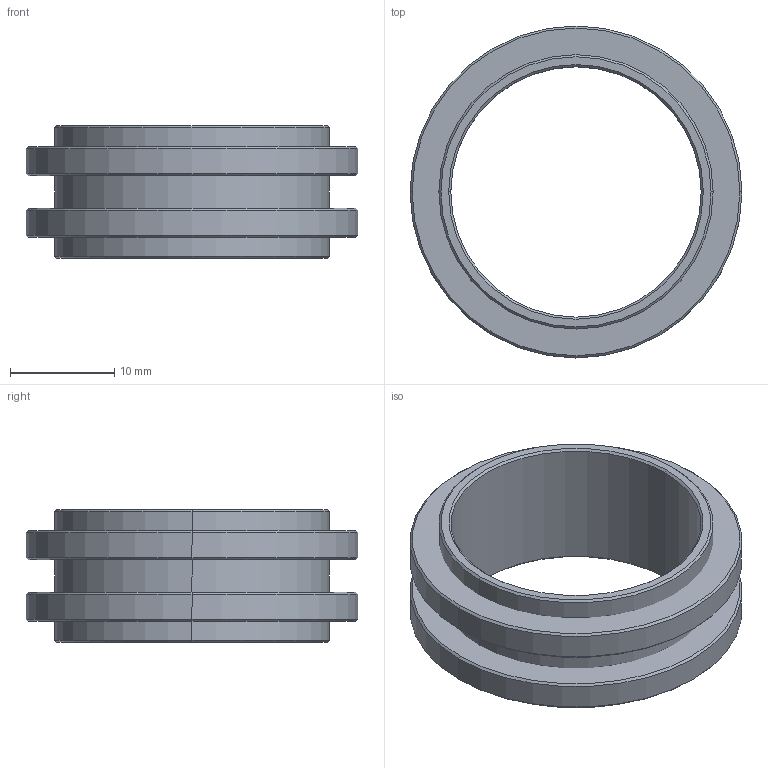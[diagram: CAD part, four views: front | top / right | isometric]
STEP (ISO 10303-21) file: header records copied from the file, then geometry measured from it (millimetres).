
FILE_DESCRIPTION (( 'STEP AP214' ), '1' );
FILE_NAME ('04ETC-S1-0.5L.STEP', '2018-11-16T02:57:55', ( '' ), ( '' ), 'SwSTEP 2.0', 'SolidWorks 2016', '' );
FILE_SCHEMA (( 'AUTOMOTIVE_DESIGN' ));
Length unit declared in the file: millimetre
Products named in the file (1): 04ETC-S1-0.5L
Bounding box: 31.8 x 31.8 x 12.7 mm (x, y, z)
Surface area: 3707 mm2 (no closed solid volume)
Topology: 0 solids, 3 shells, 30 faces, 64 edges, 40 vertices
Faces by surface type: cone 16, cylinder 8, plane 6
Entity records: 1175 total; most frequent: DIRECTION 166, CARTESIAN_POINT 135, ORIENTED_EDGE 120, AXIS2_PLACEMENT_3D 71, EDGE_CURVE 64, VERTEX_POINT 40, CIRCLE 40, EDGE_LOOP 36
